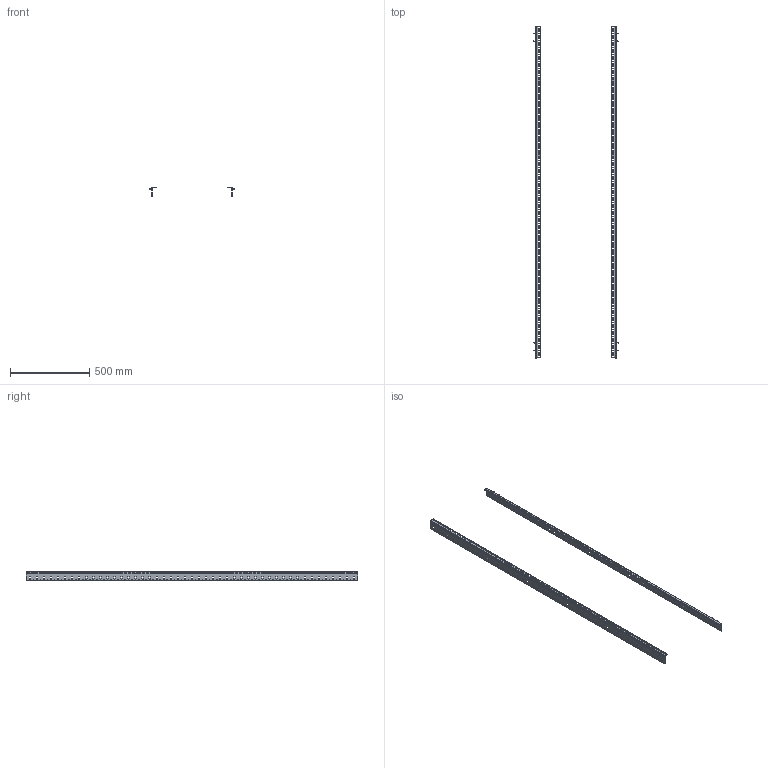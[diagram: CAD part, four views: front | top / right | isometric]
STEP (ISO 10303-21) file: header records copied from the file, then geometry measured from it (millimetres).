
FILE_DESCRIPTION (( 'STEP AP214' ), '1' );
FILE_NAME ('UR39105210006 暑祜脲牝 镳铘桦彘 19-濑殪钼 L-钺疣珥 RS52 (000.801.391-05) .STEP', '2022-02-11T08:56:06', ( '' ), ( '' ), 'SwSTEP 2.0', 'SolidWorks 2017', '' );
FILE_SCHEMA (( 'AUTOMOTIVE_DESIGN' ));
Length unit declared in the file: millimetre
Products named in the file (3): 072-16 Ïðîôèëü 19-äþéìîâûé L-îáðàçíûé RS52_05 (220.00) 47U; Âèíò DIN 7500 C TORX_Œ5å16; UR39105210006 暑祜脲牝 镳铘桦彘 19-濑殪钼 L-钺疣珥 RS52 (000.801.391-05) 
Assembly tree (10 placements, depth 2):
  UR39105210006 暑祜脲牝 镳铘桦彘 19-濑殪钼 L-钺疣珥 RS52 (000.801.391-05) 
    072-16 Ïðîôèëü 19-äþéìîâûé L-îáðàçíûé RS52_05 (220.00) 47U  x2
    Âèíò DIN 7500 C TORX_Œ5å16  x8
Bounding box: 533 x 2094 x 62.5 mm (x, y, z)
Volume: 640302.6 mm3; surface area: 702917.4 mm2
Topology: 10 solids, 10 shells, 2908 faces, 8608 edges, 5728 vertices
Faces by surface type: plane 1680, cylinder 1180, cone 32, sphere 16
Entity records: 46860 total; most frequent: CARTESIAN_POINT 8076, ORIENTED_EDGE 7936, DIRECTION 7713, EDGE_CURVE 3968, LINE 2863, VECTOR 2863, VERTEX_POINT 2642, AXIS2_PLACEMENT_3D 2425
